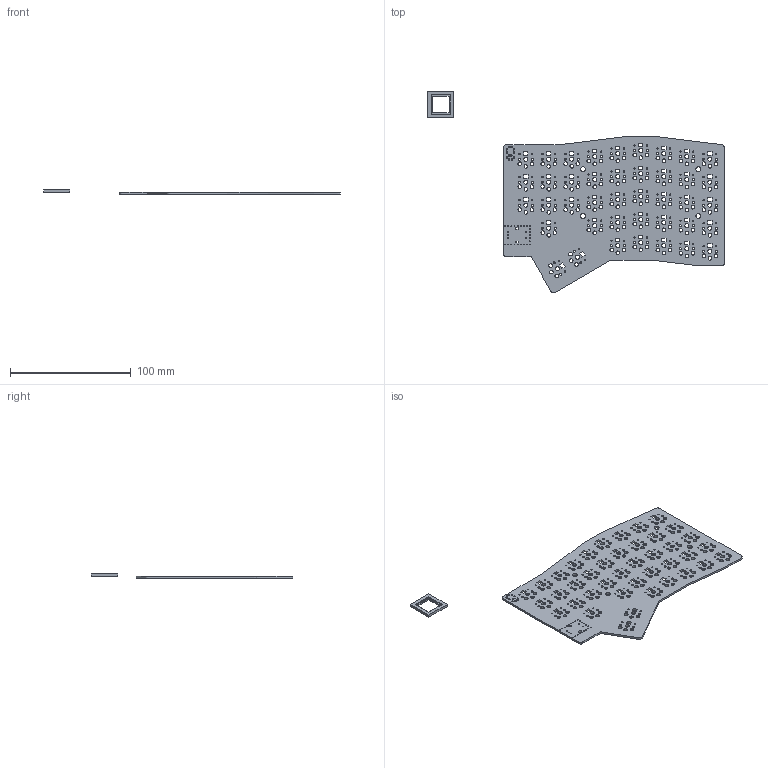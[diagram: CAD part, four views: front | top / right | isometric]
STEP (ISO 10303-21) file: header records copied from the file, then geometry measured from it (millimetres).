
FILE_DESCRIPTION(/* description */ ('KiCad electronic assembly'),/* implementation_level */ '2;1');
FILE_NAME(/* name */ 'BigNomadKeyboard.step',/* time_stamp */ '2024-11-07T18:33:36+01:00',/* author */ (''),/* organization */ (''),/* preprocessor_version */ 'ST-DEVELOPER v20',/* originating_system */ 'Autodesk Translation Framework v13.20.0.188',/* authorisation */ '');
FILE_SCHEMA (('AUTOMOTIVE_DESIGN { 1 0 10303 214 3 1 1 }'));
Length unit declared in the file: millimetre
Products named in the file (2): NomadKeyboard 1; NomadKeyboard_PCB
Assembly tree (1 placements, depth 2):
  NomadKeyboard 1
    NomadKeyboard_PCB
Bounding box: 245.63 x 166.57 x 3.8 mm (x, y, z)
Volume: 27749.5 mm3; surface area: 40681 mm2
Topology: 2 solids, 2 shells, 607 faces, 1806 edges, 1204 vertices
Faces by surface type: cylinder 389, plane 218
Full cylindrical faces by diameter (mm): 0.762 x23, 1 x87, 1.2 x4, 1.8 x82, 3 x123, 3.4 x41, 4.1 x4
Entity records: 22423 total; most frequent: DIRECTION 3804, CARTESIAN_POINT 3620, ORIENTED_EDGE 3612, EDGE_CURVE 1806, EDGE_LOOP 1440, AXIS2_PLACEMENT_3D 1388, VERTEX_POINT 1204, LINE 1028
